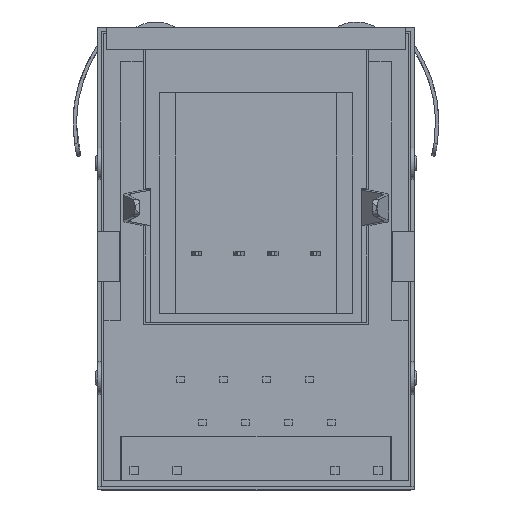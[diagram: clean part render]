
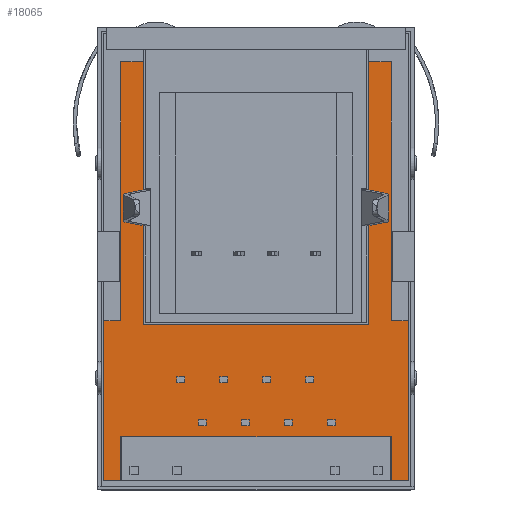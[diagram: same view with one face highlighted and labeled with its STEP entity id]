
A CAD part, front view. The second image highlights one B-rep face of the part: STEP entity #18065.
In plain terms, the highlighted planar face has unit normal (0, -1, 0).
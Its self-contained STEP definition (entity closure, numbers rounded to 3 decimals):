
#135 = LINE ( 'NONE', #18647, #9220 ) ;
#185 = CARTESIAN_POINT ( 'NONE',  ( 15.65, 8.6, -1.7 ) ) ;
#544 = VECTOR ( 'NONE', #3698, 1000. ) ;
#556 = VERTEX_POINT ( 'NONE', #1665 ) ;
#664 = ORIENTED_EDGE ( 'NONE', *, *, #3979, .T. ) ;
#1285 = VERTEX_POINT ( 'NONE', #17965 ) ;
#1665 = CARTESIAN_POINT ( 'NONE',  ( 18., 8.6, -17. ) ) ;
#1791 = CARTESIAN_POINT ( 'NONE',  ( -0.36, 8.6, -26.945 ) ) ;
#2104 = EDGE_CURVE ( 'NONE', #7456, #22318, #3970, .T. ) ;
#2148 = EDGE_CURVE ( 'NONE', #556, #5576, #7639, .T. ) ;
#2425 = CARTESIAN_POINT ( 'NONE',  ( 1., 8.6, -14.075 ) ) ;
#2450 = EDGE_CURVE ( 'NONE', #1285, #15177, #9892, .T. ) ;
#2606 = CARTESIAN_POINT ( 'NONE',  ( 2.35, 8.6, -17.2 ) ) ;
#2860 = ORIENTED_EDGE ( 'NONE', *, *, #2450, .T. ) ;
#3195 = LINE ( 'NONE', #7353, #17159 ) ;
#3622 = DIRECTION ( 'NONE',  ( 1., 0., 0. ) ) ;
#3698 = DIRECTION ( 'NONE',  ( 0., 0., -1. ) ) ;
#3730 = DIRECTION ( 'NONE',  ( 0., 0., 1. ) ) ;
#3970 = LINE ( 'NONE', #8569, #4535 ) ;
#3979 = EDGE_CURVE ( 'NONE', #4025, #556, #17536, .T. ) ;
#4025 = VERTEX_POINT ( 'NONE', #16255 ) ;
#4141 = LINE ( 'NONE', #19744, #18659 ) ;
#4229 = CARTESIAN_POINT ( 'NONE',  ( 17., 8.6, -1.7 ) ) ;
#4261 = VERTEX_POINT ( 'NONE', #4229 ) ;
#4284 = CARTESIAN_POINT ( 'NONE',  ( 9., 8.6, -17.2 ) ) ;
#4527 = AXIS2_PLACEMENT_3D ( 'NONE', #1791, #14510, #3622 ) ;
#4535 = VECTOR ( 'NONE', #23141, 1000. ) ;
#5576 = VERTEX_POINT ( 'NONE', #15932 ) ;
#5652 = VECTOR ( 'NONE', #19432, 1000. ) ;
#5663 = EDGE_CURVE ( 'NONE', #4261, #11615, #15535, .T. ) ;
#5862 = LINE ( 'NONE', #4284, #14984 ) ;
#5878 = CARTESIAN_POINT ( 'NONE',  ( 9., 8.6, -26.45 ) ) ;
#6251 = CARTESIAN_POINT ( 'NONE',  ( 1.02, 8.6, -23.84 ) ) ;
#6299 = LINE ( 'NONE', #18847, #10545 ) ;
#6370 = EDGE_CURVE ( 'NONE', #15177, #17475, #22043, .T. ) ;
#6666 = ORIENTED_EDGE ( 'NONE', *, *, #22546, .T. ) ;
#6735 = CARTESIAN_POINT ( 'NONE',  ( 15.65, 8.6, -17.2 ) ) ;
#6815 = DIRECTION ( 'NONE',  ( -1., 0., 0. ) ) ;
#6837 = VERTEX_POINT ( 'NONE', #14577 ) ;
#7007 = DIRECTION ( 'NONE',  ( 1., 0., 0. ) ) ;
#7108 = ORIENTED_EDGE ( 'NONE', *, *, #8028, .F. ) ;
#7150 = EDGE_CURVE ( 'NONE', #5576, #4261, #15843, .T. ) ;
#7325 = CARTESIAN_POINT ( 'NONE',  ( 15.65, 8.6, -14.075 ) ) ;
#7353 = CARTESIAN_POINT ( 'NONE',  ( 2.35, 8.6, -14.075 ) ) ;
#7442 = EDGE_CURVE ( 'NONE', #14858, #21763, #5862, .T. ) ;
#7456 = VERTEX_POINT ( 'NONE', #7998 ) ;
#7639 = LINE ( 'NONE', #15988, #21605 ) ;
#7718 = DIRECTION ( 'NONE',  ( 0., 0., 1. ) ) ;
#7772 = EDGE_CURVE ( 'NONE', #15346, #7456, #4141, .T. ) ;
#7998 = CARTESIAN_POINT ( 'NONE',  ( 16.98, 8.6, -23.84 ) ) ;
#8028 = EDGE_CURVE ( 'NONE', #21710, #6837, #135, .T. ) ;
#8326 = ORIENTED_EDGE ( 'NONE', *, *, #5663, .T. ) ;
#8498 = DIRECTION ( 'NONE',  ( 1., 0., 0. ) ) ;
#8567 = EDGE_CURVE ( 'NONE', #22318, #4025, #11763, .T. ) ;
#8569 = CARTESIAN_POINT ( 'NONE',  ( 16.98, 8.6, -14.075 ) ) ;
#8811 = ORIENTED_EDGE ( 'NONE', *, *, #7772, .T. ) ;
#8991 = DIRECTION ( 'NONE',  ( -1., 0., 0. ) ) ;
#9220 = VECTOR ( 'NONE', #7718, 1000. ) ;
#9892 = LINE ( 'NONE', #15788, #5652 ) ;
#9897 = ORIENTED_EDGE ( 'NONE', *, *, #7150, .T. ) ;
#10140 = ORIENTED_EDGE ( 'NONE', *, *, #7442, .T. ) ;
#10545 = VECTOR ( 'NONE', #17113, 1000. ) ;
#10833 = PLANE ( 'NONE',  #4527 ) ;
#10855 = ORIENTED_EDGE ( 'NONE', *, *, #6370, .T. ) ;
#10991 = VECTOR ( 'NONE', #14306, 1000. ) ;
#11187 = VECTOR ( 'NONE', #18619, 1000. ) ;
#11275 = FACE_OUTER_BOUND ( 'NONE', #19134, .T. ) ;
#11402 = ORIENTED_EDGE ( 'NONE', *, *, #17419, .T. ) ;
#11615 = VERTEX_POINT ( 'NONE', #185 ) ;
#11763 = LINE ( 'NONE', #5878, #11187 ) ;
#11927 = ORIENTED_EDGE ( 'NONE', *, *, #8567, .T. ) ;
#12426 = EDGE_CURVE ( 'NONE', #11615, #14858, #19321, .T. ) ;
#14212 = DIRECTION ( 'NONE',  ( 0., 0., 1. ) ) ;
#14294 = CARTESIAN_POINT ( 'NONE',  ( 1., 8.6, -17. ) ) ;
#14306 = DIRECTION ( 'NONE',  ( 0., 0., 1. ) ) ;
#14510 = DIRECTION ( 'NONE',  ( 0., -1., 0. ) ) ;
#14577 = CARTESIAN_POINT ( 'NONE',  ( 0., 8.6, -17. ) ) ;
#14583 = ORIENTED_EDGE ( 'NONE', *, *, #21647, .T. ) ;
#14858 = VERTEX_POINT ( 'NONE', #6735 ) ;
#14978 = VECTOR ( 'NONE', #8991, 1000. ) ;
#14984 = VECTOR ( 'NONE', #18850, 1000. ) ;
#15177 = VERTEX_POINT ( 'NONE', #20339 ) ;
#15346 = VERTEX_POINT ( 'NONE', #6251 ) ;
#15369 = VERTEX_POINT ( 'NONE', #19146 ) ;
#15535 = LINE ( 'NONE', #21738, #14978 ) ;
#15788 = CARTESIAN_POINT ( 'NONE',  ( 9., 8.6, -1.7 ) ) ;
#15843 = LINE ( 'NONE', #23296, #10991 ) ;
#15932 = CARTESIAN_POINT ( 'NONE',  ( 17., 8.6, -17. ) ) ;
#15951 = LINE ( 'NONE', #23067, #20210 ) ;
#15988 = CARTESIAN_POINT ( 'NONE',  ( 9., 8.6, -17. ) ) ;
#16255 = CARTESIAN_POINT ( 'NONE',  ( 18., 8.6, -26.45 ) ) ;
#16469 = VECTOR ( 'NONE', #14212, 1000. ) ;
#16547 = ORIENTED_EDGE ( 'NONE', *, *, #12426, .T. ) ;
#16663 = ORIENTED_EDGE ( 'NONE', *, *, #21746, .T. ) ;
#17005 = DIRECTION ( 'NONE',  ( 0., 0., -1. ) ) ;
#17048 = LINE ( 'NONE', #21463, #16469 ) ;
#17113 = DIRECTION ( 'NONE',  ( -1., 0., 0. ) ) ;
#17159 = VECTOR ( 'NONE', #3730, 1000. ) ;
#17235 = VECTOR ( 'NONE', #17005, 1000. ) ;
#17419 = EDGE_CURVE ( 'NONE', #15369, #15346, #17048, .T. ) ;
#17475 = VERTEX_POINT ( 'NONE', #14294 ) ;
#17536 = LINE ( 'NONE', #21577, #21800 ) ;
#17965 = CARTESIAN_POINT ( 'NONE',  ( 2.35, 8.6, -1.7 ) ) ;
#18065 = ADVANCED_FACE ( 'NONE', ( #11275 ), #10833, .T. ) ;
#18619 = DIRECTION ( 'NONE',  ( 1., 0., 0. ) ) ;
#18647 = CARTESIAN_POINT ( 'NONE',  ( 0., 8.6, -13.225 ) ) ;
#18659 = VECTOR ( 'NONE', #7007, 1000. ) ;
#18847 = CARTESIAN_POINT ( 'NONE',  ( 0.5, 8.6, -17. ) ) ;
#18850 = DIRECTION ( 'NONE',  ( -1., 0., 0. ) ) ;
#18896 = CARTESIAN_POINT ( 'NONE',  ( 16.98, 8.6, -26.45 ) ) ;
#19134 = EDGE_LOOP ( 'NONE', ( #22431, #9897, #8326, #16547, #10140, #14583, #2860, #10855, #16663, #7108, #6666, #11402, #8811, #19892, #11927, #664 ) ) ;
#19146 = CARTESIAN_POINT ( 'NONE',  ( 1.02, 8.6, -26.45 ) ) ;
#19321 = LINE ( 'NONE', #7325, #544 ) ;
#19432 = DIRECTION ( 'NONE',  ( -1., 0., 0. ) ) ;
#19744 = CARTESIAN_POINT ( 'NONE',  ( 9., 8.6, -23.84 ) ) ;
#19892 = ORIENTED_EDGE ( 'NONE', *, *, #2104, .T. ) ;
#20210 = VECTOR ( 'NONE', #8498, 1000. ) ;
#20339 = CARTESIAN_POINT ( 'NONE',  ( 1., 8.6, -1.7 ) ) ;
#21463 = CARTESIAN_POINT ( 'NONE',  ( 1.02, 8.6, -14.075 ) ) ;
#21577 = CARTESIAN_POINT ( 'NONE',  ( 18., 8.6, -14.075 ) ) ;
#21605 = VECTOR ( 'NONE', #6815, 1000. ) ;
#21647 = EDGE_CURVE ( 'NONE', #21763, #1285, #3195, .T. ) ;
#21710 = VERTEX_POINT ( 'NONE', #22481 ) ;
#21738 = CARTESIAN_POINT ( 'NONE',  ( 9., 8.6, -1.7 ) ) ;
#21746 = EDGE_CURVE ( 'NONE', #17475, #6837, #6299, .T. ) ;
#21763 = VERTEX_POINT ( 'NONE', #2606 ) ;
#21800 = VECTOR ( 'NONE', #23408, 1000. ) ;
#22043 = LINE ( 'NONE', #2425, #17235 ) ;
#22318 = VERTEX_POINT ( 'NONE', #18896 ) ;
#22431 = ORIENTED_EDGE ( 'NONE', *, *, #2148, .T. ) ;
#22481 = CARTESIAN_POINT ( 'NONE',  ( 0., 8.6, -26.45 ) ) ;
#22546 = EDGE_CURVE ( 'NONE', #21710, #15369, #15951, .T. ) ;
#23067 = CARTESIAN_POINT ( 'NONE',  ( 9., 8.6, -26.45 ) ) ;
#23141 = DIRECTION ( 'NONE',  ( 0., 0., -1. ) ) ;
#23296 = CARTESIAN_POINT ( 'NONE',  ( 17., 8.6, -14.075 ) ) ;
#23408 = DIRECTION ( 'NONE',  ( 0., 0., 1. ) ) ;
